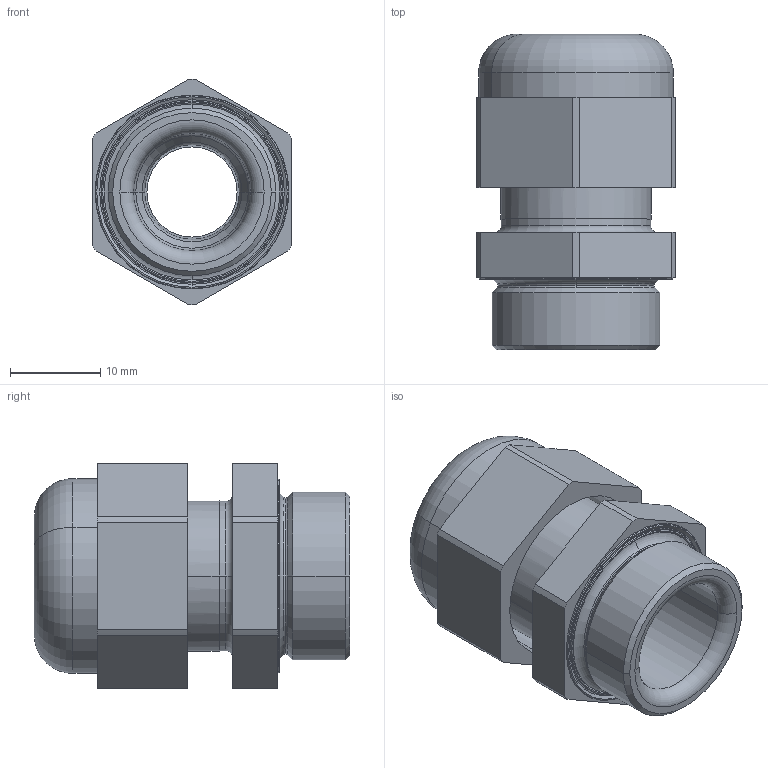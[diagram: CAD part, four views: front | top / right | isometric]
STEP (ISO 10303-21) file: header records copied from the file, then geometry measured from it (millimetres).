
FILE_DESCRIPTION (( 'STEP AP214' ), '1' );
FILE_NAME ('2024721.stp', '2017-01-10T07:14:45', ( '' ), ( '' ), 'SwSTEP 2.0', 'SolidWorks 2016', '' );
FILE_SCHEMA (( 'AUTOMOTIVE_DESIGN' ));
Length unit declared in the file: millimetre
Products named in the file (4): 2024721; EV131-11-02_Pg11 Standard Gewinde; EV501_PG11; EV111-11-01_Gewindedarstellung
Assembly tree (3 placements, depth 2):
  2024721
    EV111-11-01_Gewindedarstellung
    EV501_PG11
    EV131-11-02_Pg11 Standard Gewinde
Bounding box: 22 x 35 x 25 mm (x, y, z)
Volume: 6964.8 mm3; surface area: 7103.9 mm2
Topology: 3 solids, 3 shells, 299 faces, 809 edges, 522 vertices
Faces by surface type: cylinder 127, plane 72, torus 58, cone 30, bspline 12
Entity records: 10502 total; most frequent: CARTESIAN_POINT 3121, ORIENTED_EDGE 1618, DIRECTION 1441, EDGE_CURVE 809, AXIS2_PLACEMENT_3D 576, VERTEX_POINT 522, EDGE_LOOP 311, ADVANCED_FACE 299
